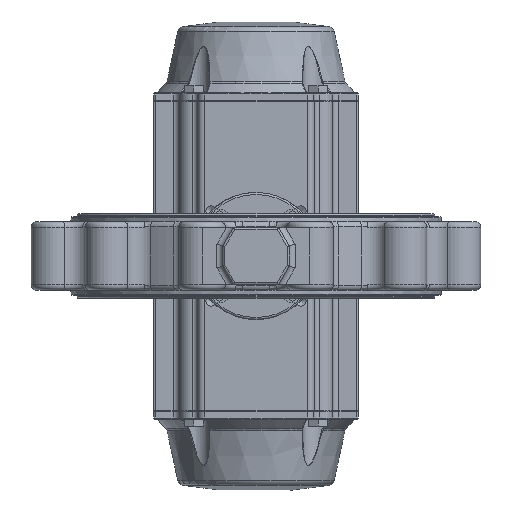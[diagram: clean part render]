
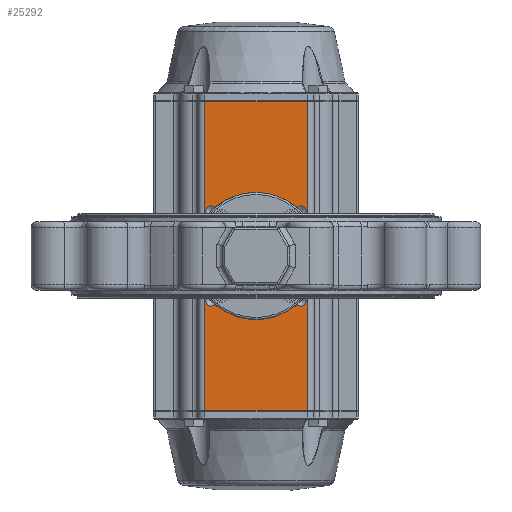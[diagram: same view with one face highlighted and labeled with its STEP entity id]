
A CAD part, front view. The second image highlights one B-rep face of the part: STEP entity #25292.
In plain terms, the highlighted planar face has unit normal (0, -1, 0).
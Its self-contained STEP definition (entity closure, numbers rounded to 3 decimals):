
#3063=LINE('',#49806,#4329);
#3297=LINE('',#60007,#4563);
#3298=LINE('',#60009,#4564);
#3299=LINE('',#60010,#4565);
#4329=VECTOR('',#33651,1000.);
#4563=VECTOR('',#35311,1000.);
#4564=VECTOR('',#35312,1000.);
#4565=VECTOR('',#35313,1000.);
#11474=ORIENTED_EDGE('',*,*,#15386,.F.);
#11475=ORIENTED_EDGE('',*,*,#15387,.T.);
#11476=ORIENTED_EDGE('',*,*,#14427,.T.);
#11477=ORIENTED_EDGE('',*,*,#15388,.T.);
#11478=ORIENTED_EDGE('',*,*,#14376,.T.);
#11479=ORIENTED_EDGE('',*,*,#14378,.F.);
#11480=ORIENTED_EDGE('',*,*,#14380,.F.);
#11481=ORIENTED_EDGE('',*,*,#14382,.F.);
#11482=ORIENTED_EDGE('',*,*,#14384,.F.);
#11483=ORIENTED_EDGE('',*,*,#14386,.F.);
#11484=ORIENTED_EDGE('',*,*,#14388,.F.);
#11485=ORIENTED_EDGE('',*,*,#14390,.F.);
#11486=ORIENTED_EDGE('',*,*,#14392,.F.);
#14376=EDGE_CURVE('',#17163,#17163,#18909,.T.);
#14378=EDGE_CURVE('',#17165,#17165,#18911,.T.);
#14380=EDGE_CURVE('',#17168,#17168,#18913,.T.);
#14382=EDGE_CURVE('',#17171,#17171,#18915,.T.);
#14384=EDGE_CURVE('',#17174,#17174,#18917,.T.);
#14386=EDGE_CURVE('',#17177,#17177,#18919,.T.);
#14388=EDGE_CURVE('',#17180,#17180,#18921,.T.);
#14390=EDGE_CURVE('',#17183,#17183,#18923,.T.);
#14392=EDGE_CURVE('',#17186,#17186,#18925,.T.);
#14427=EDGE_CURVE('',#17150,#17234,#3063,.T.);
#15386=EDGE_CURVE('',#17814,#17144,#3297,.T.);
#15387=EDGE_CURVE('',#17814,#17150,#3298,.T.);
#15388=EDGE_CURVE('',#17234,#17144,#3299,.T.);
#17144=VERTEX_POINT('',#49592);
#17150=VERTEX_POINT('',#49607);
#17163=VERTEX_POINT('',#49638);
#17165=VERTEX_POINT('',#49643);
#17168=VERTEX_POINT('',#49650);
#17171=VERTEX_POINT('',#49657);
#17174=VERTEX_POINT('',#49664);
#17177=VERTEX_POINT('',#49671);
#17180=VERTEX_POINT('',#49678);
#17183=VERTEX_POINT('',#49685);
#17186=VERTEX_POINT('',#49692);
#17234=VERTEX_POINT('',#49805);
#17814=VERTEX_POINT('',#60008);
#18909=CIRCLE('',#27696,34.);
#18911=CIRCLE('',#27699,5.1);
#18913=CIRCLE('',#27703,5.1);
#18915=CIRCLE('',#27707,5.1);
#18917=CIRCLE('',#27711,5.1);
#18919=CIRCLE('',#27715,4.25);
#18921=CIRCLE('',#27719,4.25);
#18923=CIRCLE('',#27723,4.25);
#18925=CIRCLE('',#27727,4.25);
#21252=EDGE_LOOP('',(#11474,#11475,#11476,#11477));
#21253=EDGE_LOOP('',(#11478));
#21254=EDGE_LOOP('',(#11479));
#21255=EDGE_LOOP('',(#11480));
#21256=EDGE_LOOP('',(#11481));
#21257=EDGE_LOOP('',(#11482));
#21258=EDGE_LOOP('',(#11483));
#21259=EDGE_LOOP('',(#11484));
#21260=EDGE_LOOP('',(#11485));
#21261=EDGE_LOOP('',(#11486));
#23217=FACE_BOUND('',#21252,.T.);
#23218=FACE_BOUND('',#21253,.T.);
#23219=FACE_BOUND('',#21254,.T.);
#23220=FACE_BOUND('',#21255,.T.);
#23221=FACE_BOUND('',#21256,.T.);
#23222=FACE_BOUND('',#21257,.T.);
#23223=FACE_BOUND('',#21258,.T.);
#23224=FACE_BOUND('',#21259,.T.);
#23225=FACE_BOUND('',#21260,.T.);
#23226=FACE_BOUND('',#21261,.T.);
#23752=PLANE('',#28502);
#25292=ADVANCED_FACE('',(#23217,#23218,#23219,#23220,#23221,#23222,#23223,
#23224,#23225,#23226),#23752,.F.);
#27696=AXIS2_PLACEMENT_3D('',#49637,#33460,#33461);
#27699=AXIS2_PLACEMENT_3D('',#49642,#33466,#33467);
#27703=AXIS2_PLACEMENT_3D('',#49649,#33474,#33475);
#27707=AXIS2_PLACEMENT_3D('',#49656,#33482,#33483);
#27711=AXIS2_PLACEMENT_3D('',#49663,#33490,#33491);
#27715=AXIS2_PLACEMENT_3D('',#49670,#33498,#33499);
#27719=AXIS2_PLACEMENT_3D('',#49677,#33506,#33507);
#27723=AXIS2_PLACEMENT_3D('',#49684,#33514,#33515);
#27727=AXIS2_PLACEMENT_3D('',#49691,#33522,#33523);
#28502=AXIS2_PLACEMENT_3D('',#60006,#35309,#35310);
#33460=DIRECTION('',(0.,1.,0.));
#33461=DIRECTION('',(-1.,0.,0.));
#33466=DIRECTION('',(0.,-1.,0.));
#33467=DIRECTION('',(0.,0.,-1.));
#33474=DIRECTION('',(0.,-1.,0.));
#33475=DIRECTION('',(0.,0.,-1.));
#33482=DIRECTION('',(0.,-1.,0.));
#33483=DIRECTION('',(0.,0.,-1.));
#33490=DIRECTION('',(0.,-1.,0.));
#33491=DIRECTION('',(0.,0.,-1.));
#33498=DIRECTION('',(0.,-1.,0.));
#33499=DIRECTION('',(0.,0.,-1.));
#33506=DIRECTION('',(0.,-1.,0.));
#33507=DIRECTION('',(0.,0.,-1.));
#33514=DIRECTION('',(0.,-1.,0.));
#33515=DIRECTION('',(0.,0.,-1.));
#33522=DIRECTION('',(0.,-1.,0.));
#33523=DIRECTION('',(0.,0.,-1.));
#33651=DIRECTION('',(0.,0.,-1.));
#35309=DIRECTION('',(0.,1.,0.));
#35310=DIRECTION('',(1.,0.,0.));
#35311=DIRECTION('',(0.,0.,-1.));
#35312=DIRECTION('',(-1.,0.,0.));
#35313=DIRECTION('',(1.,0.,0.));
#49592=CARTESIAN_POINT('',(50.5,-98.,-152.25));
#49607=CARTESIAN_POINT('',(-50.5,-98.,152.25));
#49637=CARTESIAN_POINT('',(0.,-98.,0.));
#49638=CARTESIAN_POINT('',(-34.,-98.,0.));
#49642=CARTESIAN_POINT('',(-44.194,-98.,44.194));
#49643=CARTESIAN_POINT('',(-44.194,-98.,39.094));
#49649=CARTESIAN_POINT('',(44.194,-98.,44.194));
#49650=CARTESIAN_POINT('',(44.194,-98.,39.094));
#49656=CARTESIAN_POINT('',(44.194,-98.,-44.194));
#49657=CARTESIAN_POINT('',(44.194,-98.,-49.294));
#49663=CARTESIAN_POINT('',(-44.194,-98.,-44.194));
#49664=CARTESIAN_POINT('',(-44.194,-98.,-49.294));
#49670=CARTESIAN_POINT('',(-36.06,-98.,36.06));
#49671=CARTESIAN_POINT('',(-36.06,-98.,31.81));
#49677=CARTESIAN_POINT('',(-36.06,-98.,-36.06));
#49678=CARTESIAN_POINT('',(-36.06,-98.,-40.31));
#49684=CARTESIAN_POINT('',(36.06,-98.,-36.06));
#49685=CARTESIAN_POINT('',(36.06,-98.,-40.31));
#49691=CARTESIAN_POINT('',(36.06,-98.,36.06));
#49692=CARTESIAN_POINT('',(36.06,-98.,31.81));
#49805=CARTESIAN_POINT('',(-50.5,-98.,-152.25));
#49806=CARTESIAN_POINT('',(-50.5,-98.,152.75));
#60006=CARTESIAN_POINT('',(0.,-98.,152.75));
#60007=CARTESIAN_POINT('',(50.5,-98.,152.75));
#60008=CARTESIAN_POINT('',(50.5,-98.,152.25));
#60009=CARTESIAN_POINT('',(-50.5,-98.,152.25));
#60010=CARTESIAN_POINT('',(0.,-98.,-152.25));
